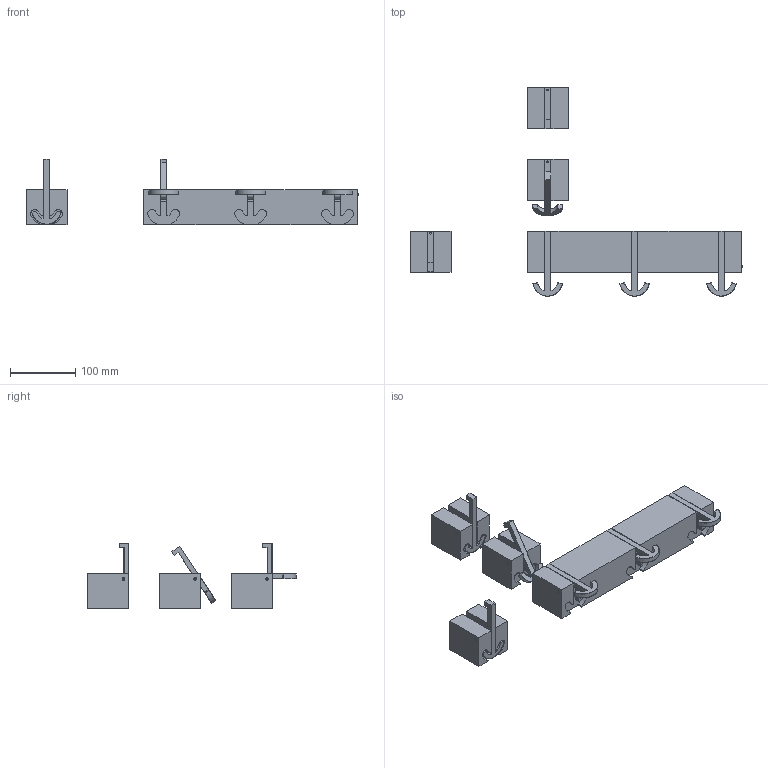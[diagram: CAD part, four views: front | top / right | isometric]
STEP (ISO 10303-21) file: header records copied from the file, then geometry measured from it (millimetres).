
FILE_DESCRIPTION (( 'STEP AP203' ), '1' );
FILE_NAME ('Ancora tre.STEP', '2018-08-24T17:21:34', ( 'hauke' ), ( 'hauke' ), 'SwSTEP 2.0', 'SolidWorks 2010', '' );
FILE_SCHEMA (( 'CONFIG_CONTROL_DESIGN' ));
Length unit declared in the file: millimetre
Products named in the file (1): Ancora tre
Bounding box: 510 x 320 x 101 mm (x, y, z)
Volume: 1716793.7 mm3; surface area: 208310 mm2
Topology: 16 solids, 16 shells, 878 faces, 2078 edges, 1194 vertices
Faces by surface type: cylinder 396, bspline 276, plane 182, cone 24
Entity records: 31463 total; most frequent: CARTESIAN_POINT 12509, ORIENTED_EDGE 4012, DIRECTION 3958, EDGE_CURVE 2006, AXIS2_PLACEMENT_3D 1605, VERTEX_POINT 1194, CIRCLE 1002, EDGE_LOOP 944
